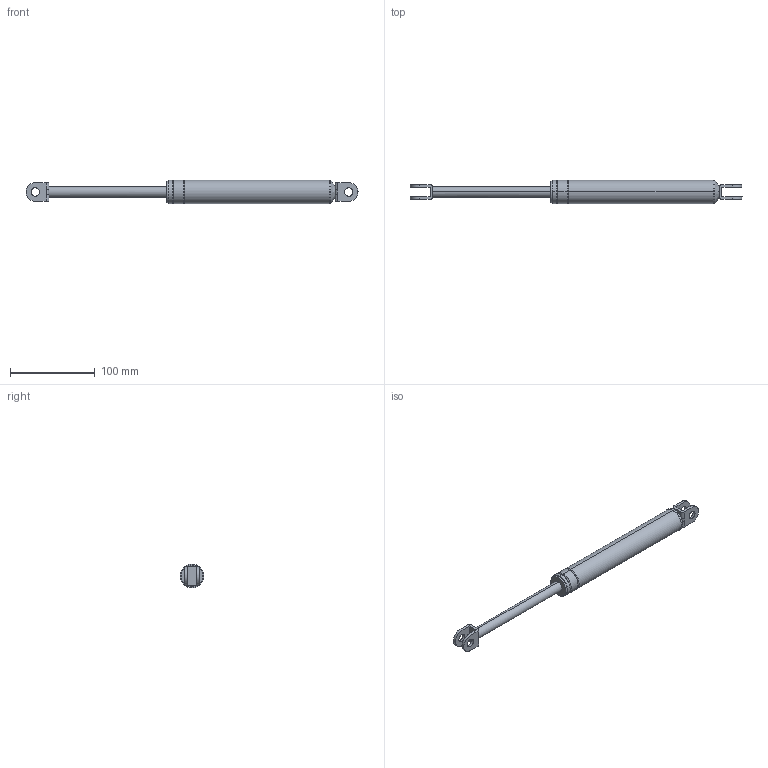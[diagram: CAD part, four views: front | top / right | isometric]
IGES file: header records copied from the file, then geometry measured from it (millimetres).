
Start section: ------------------------------------------------------------------------
Global section: file name: PC50.23628.TM_370_130_70_21198.igs; native system: spGate; preprocessor: ver16.7.1; author: Unknown; organization: Unknown; date: 201026.135304; units: millimetre
Bounding box: 390.96 x 28.14 x 28.2 mm (x, y, z)
Volume: 139778.1 mm3; surface area: 29315.4 mm2
Topology: 2 solids, 2 shells, 64 faces, 156 edges, 98 vertices
Faces by surface type: bspline 64
